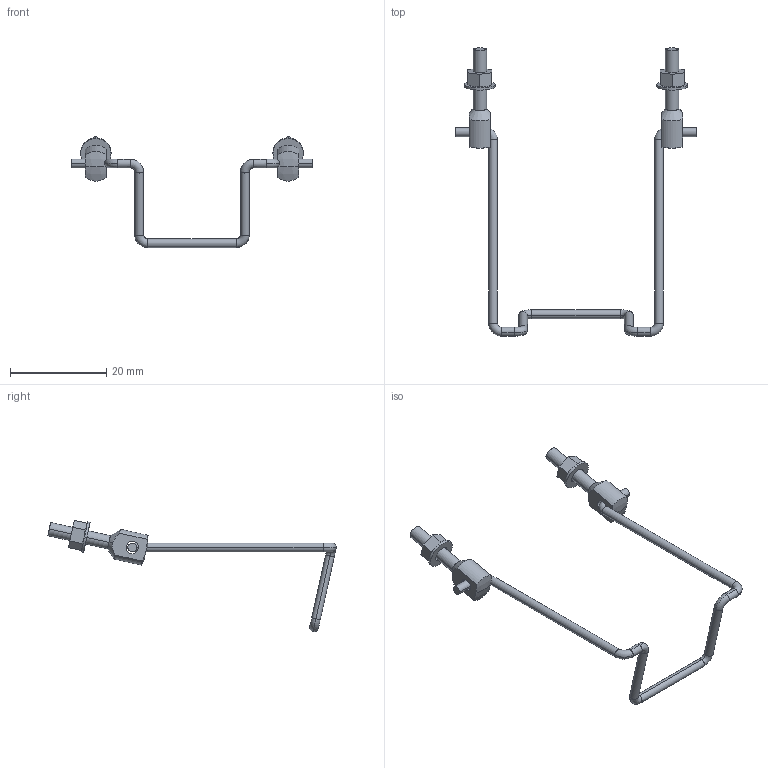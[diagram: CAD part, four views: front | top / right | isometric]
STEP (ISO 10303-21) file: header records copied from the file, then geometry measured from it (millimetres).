
FILE_DESCRIPTION (( 'STEP AP214' ), '1' );
FILE_NAME ('ACACC-RC4-LC_3D.step', '2023-10-17T07:18:17', ( '' ), ( '' ), 'SwSTEP 2.0', 'SolidWorks 2022', '' );
FILE_SCHEMA (( 'AUTOMOTIVE_DESIGN' ));
Length unit declared in the file: millimetre
Products named in the file (1): ACACC-RC4-LC_3D
Bounding box: 50 x 59.97 x 23.15 mm (x, y, z)
Surface area: 2113.9 mm2 (no closed solid volume)
Topology: 0 solids, 11 shells, 118 faces, 264 edges, 162 vertices
Faces by surface type: cylinder 50, plane 30, cone 18, torus 16, sphere 4
Entity records: 3858 total; most frequent: CARTESIAN_POINT 1149, DIRECTION 570, ORIENTED_EDGE 512, EDGE_CURVE 264, AXIS2_PLACEMENT_3D 247, VERTEX_POINT 162, EDGE_LOOP 132, CIRCLE 128
